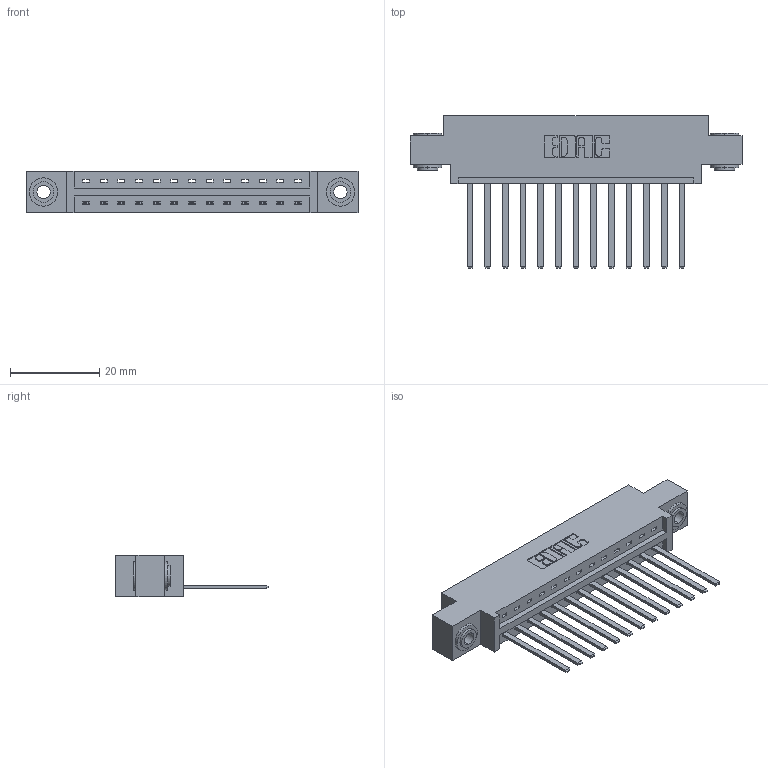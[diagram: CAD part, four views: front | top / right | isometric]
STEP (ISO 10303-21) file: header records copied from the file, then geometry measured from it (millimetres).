
FILE_DESCRIPTION (( 'STEP AP203' ), '1' );
FILE_NAME ('337-013-544-603.STEP', '2018-08-04T13:22:27', ( '' ), ( '' ), 'SwSTEP 2.0', 'SolidWorks 2016', '' );
FILE_SCHEMA (( 'CONFIG_CONTROL_DESIGN' ));
Length unit declared in the file: inch
Products named in the file (4): 337 Part_0.170 Offset - 0.156 Dia-TH; 345-292-001_345-293-144; 345-250-002_345-250-002-102; 337-013-544-603
Assembly tree (16 placements, depth 2):
  337-013-544-603
    337 Part_0.170 Offset - 0.156 Dia-TH
    345-292-001_345-293-144  x13
    345-250-002_345-250-002-102  x2
Bounding box: 74.52 x 34.3 x 9.4 mm (x, y, z)
Volume: 7435 mm3; surface area: 8346.4 mm2
Topology: 16 solids, 16 shells, 884 faces, 2609 edges, 1718 vertices
Faces by surface type: plane 630, cylinder 246, cone 8
Entity records: 14012 total; most frequent: CARTESIAN_POINT 2416, ORIENTED_EDGE 2358, DIRECTION 2123, EDGE_CURVE 1179, VECTOR 1031, LINE 1031, VERTEX_POINT 782, AXIS2_PLACEMENT_3D 546
